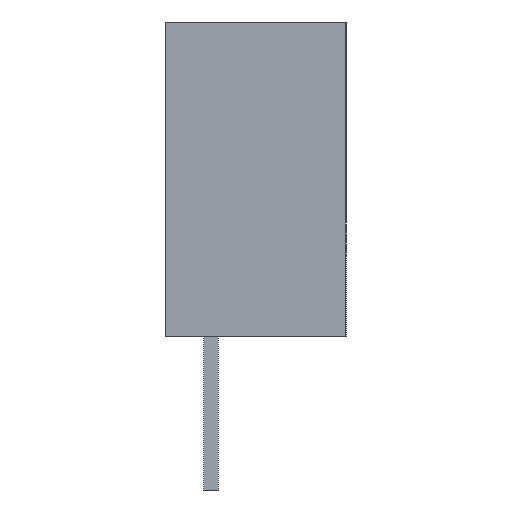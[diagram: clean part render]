
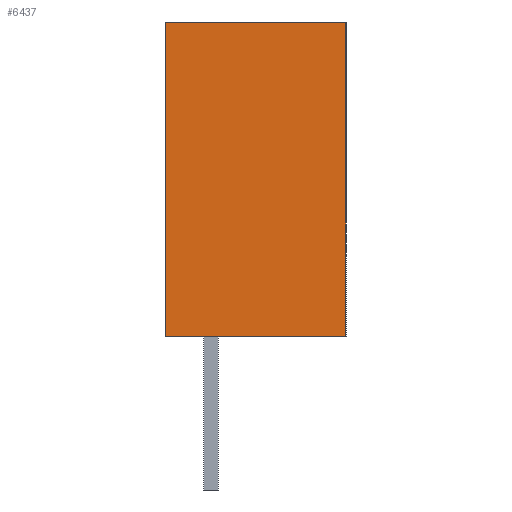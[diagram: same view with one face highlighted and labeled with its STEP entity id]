
A CAD part, left-side view. The second image highlights one B-rep face of the part: STEP entity #6437.
In plain terms, the highlighted planar face has unit normal (-1, 0, 0).
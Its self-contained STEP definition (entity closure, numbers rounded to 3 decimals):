
#1142 = VERTEX_POINT('',#1143);
#1143 = CARTESIAN_POINT('',(-35.814,8.89,2.54));
#1149 = EDGE_CURVE('',#1142,#1150,#1152,.T.);
#1150 = VERTEX_POINT('',#1151);
#1151 = CARTESIAN_POINT('',(-35.814,0.,2.54));
#1152 = LINE('',#1153,#1154);
#1153 = CARTESIAN_POINT('',(-35.814,8.89,2.54));
#1154 = VECTOR('',#1155,1.);
#1155 = DIRECTION('',(0.,-1.,0.));
#1190 = VERTEX_POINT('',#1191);
#1191 = CARTESIAN_POINT('',(-35.814,0.,-2.54));
#1197 = EDGE_CURVE('',#1198,#1190,#1200,.T.);
#1198 = VERTEX_POINT('',#1199);
#1199 = CARTESIAN_POINT('',(-35.814,8.89,-2.54));
#1200 = LINE('',#1201,#1202);
#1201 = CARTESIAN_POINT('',(-35.814,8.89,-2.54));
#1202 = VECTOR('',#1203,1.);
#1203 = DIRECTION('',(0.,-1.,0.));
#1314 = EDGE_CURVE('',#1190,#1150,#1315,.T.);
#1315 = LINE('',#1316,#1317);
#1316 = CARTESIAN_POINT('',(-35.814,0.,-2.54));
#1317 = VECTOR('',#1318,1.);
#1318 = DIRECTION('',(0.,0.,1.));
#5451 = EDGE_CURVE('',#1198,#1142,#5452,.T.);
#5452 = LINE('',#5453,#5454);
#5453 = CARTESIAN_POINT('',(-35.814,8.89,-2.54));
#5454 = VECTOR('',#5455,1.);
#5455 = DIRECTION('',(0.,0.,1.));
#6437 = ADVANCED_FACE('',(#6438),#6444,.F.);
#6438 = FACE_BOUND('',#6439,.T.);
#6439 = EDGE_LOOP('',(#6440,#6441,#6442,#6443));
#6440 = ORIENTED_EDGE('',*,*,#1314,.T.);
#6441 = ORIENTED_EDGE('',*,*,#1149,.F.);
#6442 = ORIENTED_EDGE('',*,*,#5451,.F.);
#6443 = ORIENTED_EDGE('',*,*,#1197,.T.);
#6444 = PLANE('',#6445);
#6445 = AXIS2_PLACEMENT_3D('',#6446,#6447,#6448);
#6446 = CARTESIAN_POINT('',(-35.814,8.89,-2.54));
#6447 = DIRECTION('',(1.,0.,0.));
#6448 = DIRECTION('',(0.,0.,-1.));
